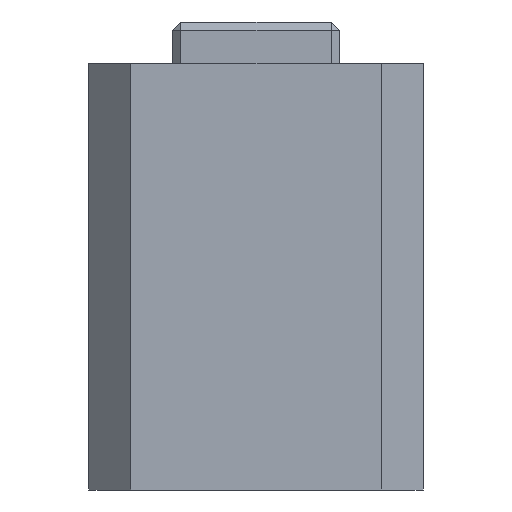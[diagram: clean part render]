
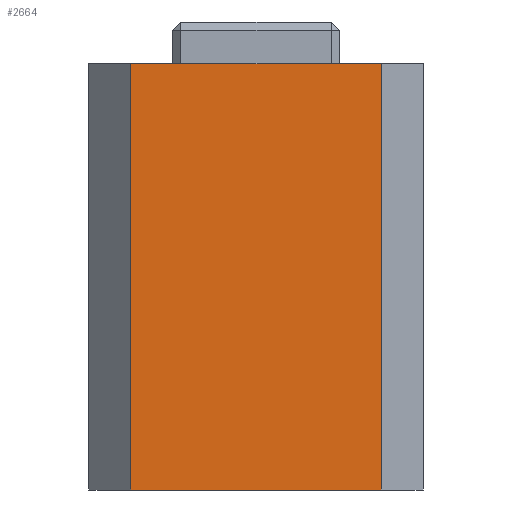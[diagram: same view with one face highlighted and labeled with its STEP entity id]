
A CAD part, left-side view. The second image highlights one B-rep face of the part: STEP entity #2664.
In plain terms, the highlighted planar face has unit normal (-1, 0, 0).
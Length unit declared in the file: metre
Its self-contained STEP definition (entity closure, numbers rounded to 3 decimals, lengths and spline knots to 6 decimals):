
#24=LINE('',#3702,#380);
#84=LINE('',#3849,#440);
#85=LINE('',#3851,#441);
#86=LINE('',#3853,#442);
#380=VECTOR('',#3007,1.);
#440=VECTOR('',#3109,1.);
#441=VECTOR('',#3110,1.);
#442=VECTOR('',#3111,1.);
#817=ORIENTED_EDGE('',*,*,#1498,.T.);
#818=ORIENTED_EDGE('',*,*,#1567,.T.);
#819=ORIENTED_EDGE('',*,*,#1568,.F.);
#820=ORIENTED_EDGE('',*,*,#1569,.T.);
#1498=EDGE_CURVE('',#1875,#1874,#24,.T.);
#1567=EDGE_CURVE('',#1874,#1941,#84,.T.);
#1568=EDGE_CURVE('',#1942,#1941,#85,.T.);
#1569=EDGE_CURVE('',#1942,#1875,#86,.T.);
#1874=VERTEX_POINT('',#3701);
#1875=VERTEX_POINT('',#3703);
#1941=VERTEX_POINT('',#3850);
#1942=VERTEX_POINT('',#3852);
#2167=EDGE_LOOP('',(#817,#818,#819,#820));
#2357=FACE_BOUND('',#2167,.T.);
#2526=PLANE('',#2844);
#2664=ADVANCED_FACE('',(#2357),#2526,.F.);
#2844=AXIS2_PLACEMENT_3D('',#3848,#3107,#3108);
#3007=DIRECTION('',(0.,-1.,0.));
#3107=DIRECTION('',(1.,0.,0.));
#3108=DIRECTION('',(0.,0.,-1.));
#3109=DIRECTION('',(0.,0.,1.));
#3110=DIRECTION('',(0.,-1.,0.));
#3111=DIRECTION('',(0.,0.,-1.));
#3701=CARTESIAN_POINT('',(-0.065,-0.015,0.));
#3702=CARTESIAN_POINT('',(-0.065,0.,0.));
#3703=CARTESIAN_POINT('',(-0.065,0.015,0.));
#3848=CARTESIAN_POINT('',(-0.065,0.,0.002));
#3849=CARTESIAN_POINT('',(-0.065,-0.015,0.051));
#3850=CARTESIAN_POINT('',(-0.065,-0.015,0.051));
#3851=CARTESIAN_POINT('',(-0.065,0.,0.051));
#3852=CARTESIAN_POINT('',(-0.065,0.015,0.051));
#3853=CARTESIAN_POINT('',(-0.065,0.015,0.002));
